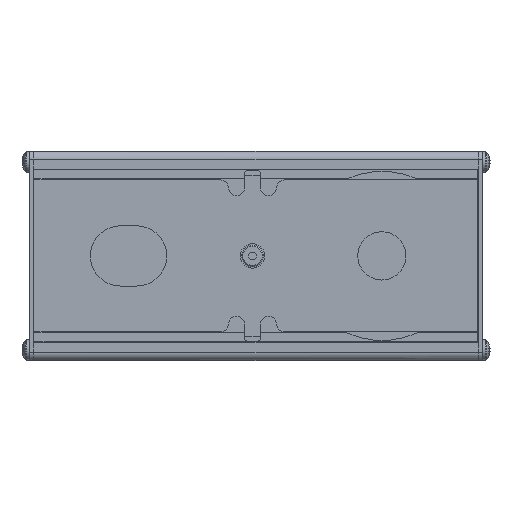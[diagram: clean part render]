
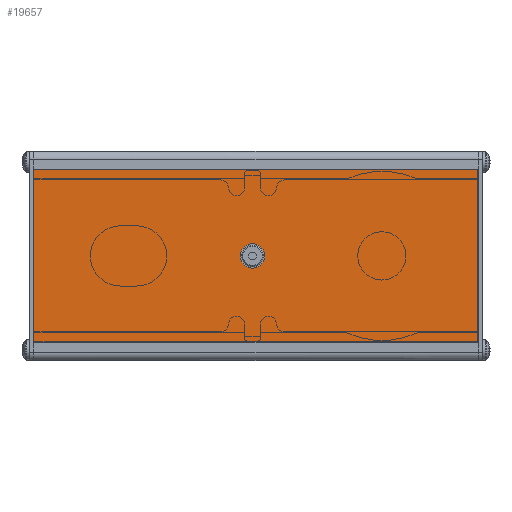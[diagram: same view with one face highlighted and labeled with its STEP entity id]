
A CAD part, top view. The second image highlights one B-rep face of the part: STEP entity #19657.
In plain terms, the highlighted planar face has unit normal (0, 0, 1).
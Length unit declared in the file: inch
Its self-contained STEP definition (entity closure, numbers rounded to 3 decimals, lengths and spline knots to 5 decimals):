
#259 = FACE_BOUND ( 'NONE', #50251, .T. ) ;
#3410 = LINE ( 'NONE', #49092, #38759 ) ;
#7014 = EDGE_CURVE ( 'NONE', #49789, #20595, #61515, .T. ) ;
#7434 = CARTESIAN_POINT ( 'NONE',  ( 1.488, -1.3375, 2.625 ) ) ;
#10785 = AXIS2_PLACEMENT_3D ( 'NONE', #62642, #15931, #26517 ) ;
#14273 = ORIENTED_EDGE ( 'NONE', *, *, #43866, .F. ) ;
#15913 = VECTOR ( 'NONE', #35617, 39.37008 ) ;
#15931 = DIRECTION ( 'NONE',  ( 0., 0., -1. ) ) ;
#17849 = DIRECTION ( 'NONE',  ( 0., 0., 1. ) ) ;
#18978 = VERTEX_POINT ( 'NONE', #58139 ) ;
#19506 = DIRECTION ( 'NONE',  ( 0., -1., 0. ) ) ;
#19657 = ADVANCED_FACE ( 'NONE', ( #259, #21055 ), #41850, .F. ) ;
#20595 = VERTEX_POINT ( 'NONE', #58357 ) ;
#21055 = FACE_OUTER_BOUND ( 'NONE', #56281, .T. ) ;
#23129 = ORIENTED_EDGE ( 'NONE', *, *, #31130, .T. ) ;
#23533 = DIRECTION ( 'NONE',  ( 0., 1., 0. ) ) ;
#26517 = DIRECTION ( 'NONE',  ( 0., 1., 0. ) ) ;
#28411 = DIRECTION ( 'NONE',  ( 1., 0., 0. ) ) ;
#29238 = VERTEX_POINT ( 'NONE', #50042 ) ;
#29552 = LINE ( 'NONE', #7434, #51106 ) ;
#31130 = EDGE_CURVE ( 'NONE', #60810, #49789, #3410, .T. ) ;
#33728 = CIRCLE ( 'NONE', #53292, 0.19 ) ;
#35617 = DIRECTION ( 'NONE',  ( -1., 0., 0. ) ) ;
#38759 = VECTOR ( 'NONE', #23533, 39.37008 ) ;
#41458 = CARTESIAN_POINT ( 'NONE',  ( 1.488, 1.3375, 2.625 ) ) ;
#41850 = PLANE ( 'NONE',  #10785 ) ;
#42797 = EDGE_CURVE ( 'NONE', #20595, #18978, #45420, .T. ) ;
#43866 = EDGE_CURVE ( 'NONE', #29238, #29238, #33728, .T. ) ;
#45095 = CARTESIAN_POINT ( 'NONE',  ( -2.0126, 0., 2.625 ) ) ;
#45420 = LINE ( 'NONE', #62111, #66271 ) ;
#49092 = CARTESIAN_POINT ( 'NONE',  ( 1.488, -1.39375, 2.625 ) ) ;
#49518 = ORIENTED_EDGE ( 'NONE', *, *, #42797, .T. ) ;
#49789 = VERTEX_POINT ( 'NONE', #41458 ) ;
#50042 = CARTESIAN_POINT ( 'NONE',  ( -1.8226, 0., 2.625 ) ) ;
#50251 = EDGE_LOOP ( 'NONE', ( #14273 ) ) ;
#51106 = VECTOR ( 'NONE', #64357, 39.37008 ) ;
#52026 = ORIENTED_EDGE ( 'NONE', *, *, #7014, .T. ) ;
#52620 = CARTESIAN_POINT ( 'NONE',  ( 1.488, -1.3375, 2.625 ) ) ;
#52794 = ORIENTED_EDGE ( 'NONE', *, *, #57183, .T. ) ;
#53292 = AXIS2_PLACEMENT_3D ( 'NONE', #45095, #17849, #28411 ) ;
#56281 = EDGE_LOOP ( 'NONE', ( #49518, #52794, #23129, #52026 ) ) ;
#56723 = CARTESIAN_POINT ( 'NONE',  ( 1.488, 1.3375, 2.625 ) ) ;
#57183 = EDGE_CURVE ( 'NONE', #18978, #60810, #29552, .T. ) ;
#58139 = CARTESIAN_POINT ( 'NONE',  ( -5.4087, -1.3375, 2.625 ) ) ;
#58357 = CARTESIAN_POINT ( 'NONE',  ( -5.4087, 1.3375, 2.625 ) ) ;
#60810 = VERTEX_POINT ( 'NONE', #52620 ) ;
#61515 = LINE ( 'NONE', #56723, #15913 ) ;
#62111 = CARTESIAN_POINT ( 'NONE',  ( -5.4087, -1.39375, 2.625 ) ) ;
#62642 = CARTESIAN_POINT ( 'NONE',  ( 6.5913, -1.39375, 2.625 ) ) ;
#64357 = DIRECTION ( 'NONE',  ( 1., 0., 0. ) ) ;
#66271 = VECTOR ( 'NONE', #19506, 39.37008 ) ;
